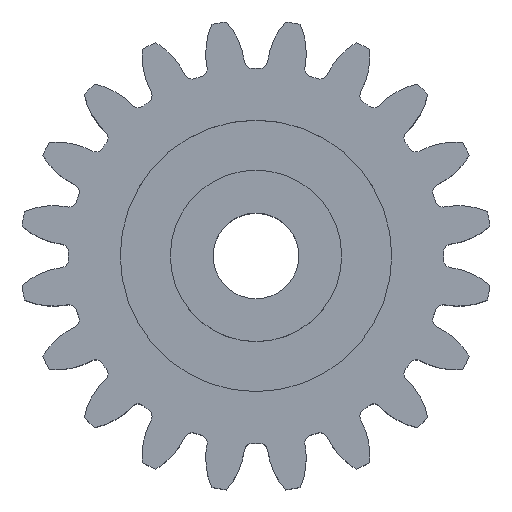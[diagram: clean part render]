
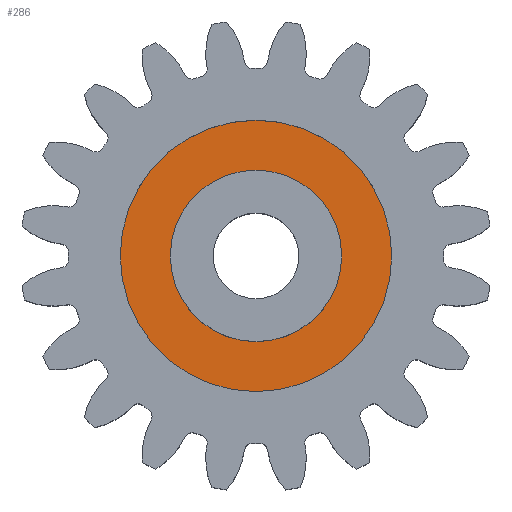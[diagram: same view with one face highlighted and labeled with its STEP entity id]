
A CAD part, top view. The second image highlights one B-rep face of the part: STEP entity #286.
In plain terms, the highlighted planar face has unit normal (0, 0, 1).
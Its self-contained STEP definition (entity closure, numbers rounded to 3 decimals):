
#275 = ORIENTED_EDGE ( 'NONE', *, *, #302, .F. ) ;
#276 = ORIENTED_EDGE ( 'NONE', *, *, #379, .F. ) ;
#286 = ADVANCED_FACE ( 'NONE', ( #1999, #1993 ), #1992, .F. ) ;
#287 = EDGE_CURVE ( 'NONE', #325, #328, #1984, .T. ) ;
#289 = EDGE_LOOP ( 'NONE', ( #290, #293 ) ) ;
#290 = ORIENTED_EDGE ( 'NONE', *, *, #385, .T. ) ;
#293 = ORIENTED_EDGE ( 'NONE', *, *, #287, .T. ) ;
#294 = EDGE_LOOP ( 'NONE', ( #275, #276 ) ) ;
#302 = EDGE_CURVE ( 'NONE', #378, #310, #2026, .T. ) ;
#310 = VERTEX_POINT ( 'NONE', #2027 ) ;
#325 = VERTEX_POINT ( 'NONE', #2061 ) ;
#328 = VERTEX_POINT ( 'NONE', #2049 ) ;
#378 = VERTEX_POINT ( 'NONE', #2097 ) ;
#379 = EDGE_CURVE ( 'NONE', #310, #378, #2326, .T. ) ;
#385 = EDGE_CURVE ( 'NONE', #328, #325, #2320, .T. ) ;
#1882 = AXIS2_PLACEMENT_3D ( 'NONE', #1980, #1979, #1978 ) ;
#1978 = DIRECTION ( 'NONE',  ( -1., 0., 0. ) ) ;
#1979 = DIRECTION ( 'NONE',  ( 0., 0., -1. ) ) ;
#1980 = CARTESIAN_POINT ( 'NONE',  ( 0., 0., 13.5 ) ) ;
#1981 = DIRECTION ( 'NONE',  ( 0., 0., -1. ) ) ;
#1982 = CARTESIAN_POINT ( 'NONE',  ( 0., 0., 13.5 ) ) ;
#1983 = AXIS2_PLACEMENT_3D ( 'NONE', #1982, #1981, #2031 ) ;
#1984 = CIRCLE ( 'NONE', #1983, 12. ) ;
#1992 = PLANE ( 'NONE',  #1882 ) ;
#1993 = FACE_OUTER_BOUND ( 'NONE', #294, .T. ) ;
#1999 = FACE_BOUND ( 'NONE', #289, .T. ) ;
#2017 = DIRECTION ( 'NONE',  ( -1., 0., 0. ) ) ;
#2018 = DIRECTION ( 'NONE',  ( 0., 0., -1. ) ) ;
#2019 = CARTESIAN_POINT ( 'NONE',  ( 0., 0., 13.5 ) ) ;
#2020 = AXIS2_PLACEMENT_3D ( 'NONE', #2019, #2018, #2017 ) ;
#2026 = CIRCLE ( 'NONE', #2020, 19. ) ;
#2027 = CARTESIAN_POINT ( 'NONE',  ( 19., 0., 13.5 ) ) ;
#2031 = DIRECTION ( 'NONE',  ( -1., 0., 0. ) ) ;
#2049 = CARTESIAN_POINT ( 'NONE',  ( -12., 0., 13.5 ) ) ;
#2061 = CARTESIAN_POINT ( 'NONE',  ( 12., 0., 13.5 ) ) ;
#2097 = CARTESIAN_POINT ( 'NONE',  ( -19., 0., 13.5 ) ) ;
#2148 = DIRECTION ( 'NONE',  ( -1., 0., 0. ) ) ;
#2149 = DIRECTION ( 'NONE',  ( 0., 0., -1. ) ) ;
#2154 = CARTESIAN_POINT ( 'NONE',  ( 0., 0., 13.5 ) ) ;
#2156 = AXIS2_PLACEMENT_3D ( 'NONE', #2154, #2149, #2148 ) ;
#2309 = DIRECTION ( 'NONE',  ( -1., 0., 0. ) ) ;
#2310 = DIRECTION ( 'NONE',  ( 0., 0., -1. ) ) ;
#2311 = CARTESIAN_POINT ( 'NONE',  ( 0., 0., 13.5 ) ) ;
#2320 = CIRCLE ( 'NONE', #2156, 12. ) ;
#2321 = AXIS2_PLACEMENT_3D ( 'NONE', #2311, #2310, #2309 ) ;
#2326 = CIRCLE ( 'NONE', #2321, 19. ) ;
